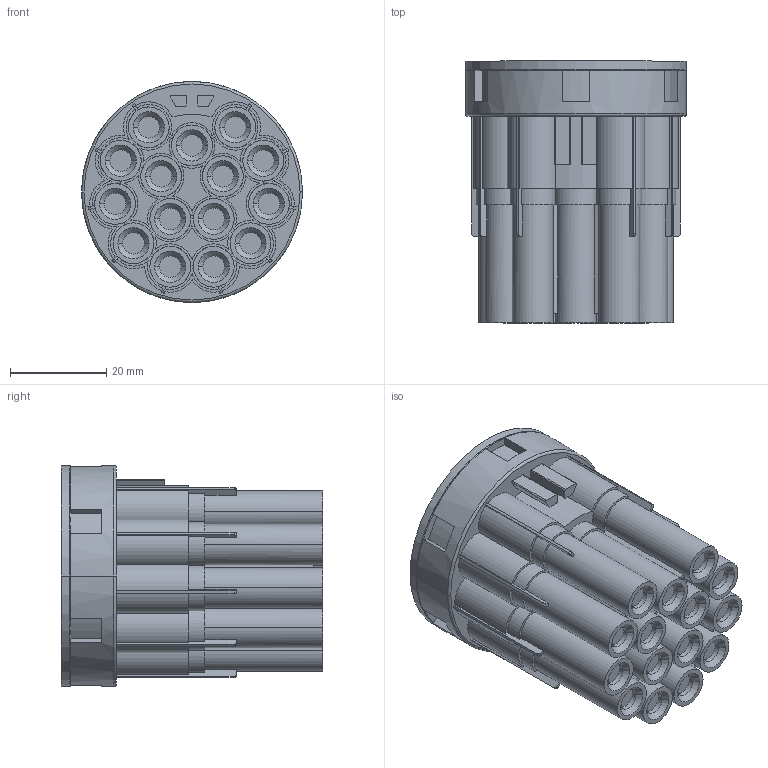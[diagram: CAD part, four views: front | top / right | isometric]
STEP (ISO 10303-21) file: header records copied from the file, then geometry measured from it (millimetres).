
FILE_DESCRIPTION((''),'2;1');
FILE_NAME('381288_SW0001','2021-06-17T10:47:18',('teru'),(''),'CREO PARAMETRIC BY PTC INC, 2017380','CREO PARAMETRIC BY PTC INC, 2017380','');
FILE_SCHEMA(('CONFIG_CONTROL_DESIGN'));
Length unit declared in the file: millimetre
Products named in the file (1): 381288_SW0001
Bounding box: 46 x 54.5 x 46 mm (x, y, z)
Volume: 44505.2 mm3; surface area: 24711.5 mm2
Topology: 1 solids, 1 shells, 1463 faces, 4133 edges, 2726 vertices
Faces by surface type: plane 1126, cylinder 292, cone 40, torus 5
Entity records: 47341 total; most frequent: CARTESIAN_POINT 8532, ORIENTED_EDGE 8266, DIRECTION 7964, EDGE_CURVE 4133, VECTOR 3118, LINE 3118, VERTEX_POINT 2726, AXIS2_PLACEMENT_3D 2423
